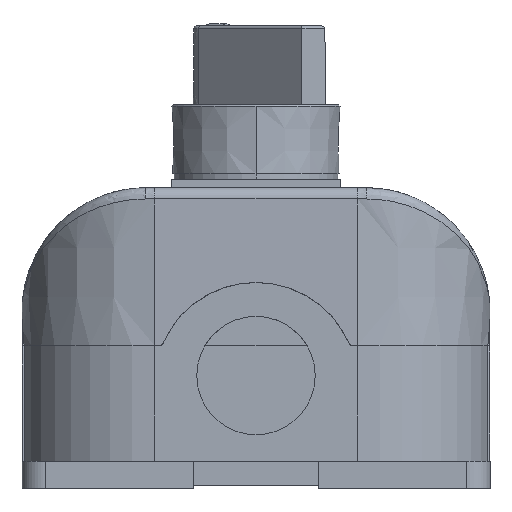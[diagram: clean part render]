
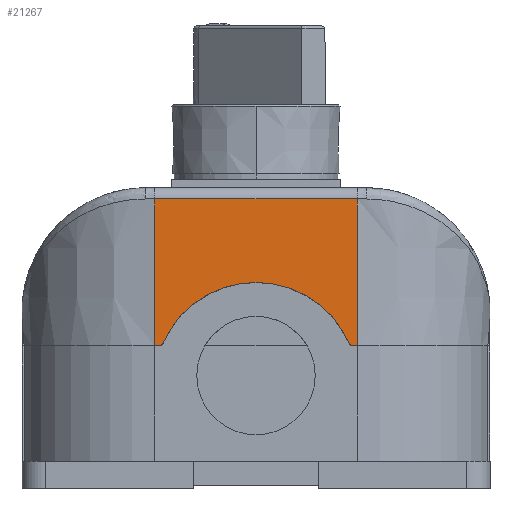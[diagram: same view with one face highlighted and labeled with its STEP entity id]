
A CAD part, front view. The second image highlights one B-rep face of the part: STEP entity #21267.
In plain terms, the highlighted planar face has unit normal (0, -1, 0.006).
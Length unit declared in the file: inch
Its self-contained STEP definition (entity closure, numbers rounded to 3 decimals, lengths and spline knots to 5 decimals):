
#955 = CARTESIAN_POINT ( 'NONE',  ( 1.34574, -2.83788, 1.43701 ) ) ;
#1095 = ORIENTED_EDGE ( 'NONE', *, *, #15436, .T. ) ;
#1418 = ORIENTED_EDGE ( 'NONE', *, *, #9625, .T. ) ;
#1950 = CARTESIAN_POINT ( 'NONE',  ( 0.96872, -2.84044, 0.99606 ) ) ;
#1982 = DIRECTION ( 'NONE',  ( 0., 0.006, 1. ) ) ;
#2095 = EDGE_CURVE ( 'NONE', #4331, #5114, #21816, .T. ) ;
#2461 = CARTESIAN_POINT ( 'NONE',  ( 1.10406, -2.83879, 1.28018 ) ) ;
#2510 = VECTOR ( 'NONE', #22545, 39.37008 ) ;
#2849 = DIRECTION ( 'NONE',  ( 0., -0.006, -1. ) ) ;
#3426 = CARTESIAN_POINT ( 'NONE',  ( 2.28104, -2.84032, 1.01706 ) ) ;
#3838 = VECTOR ( 'NONE', #18557, 39.37008 ) ;
#3879 = EDGE_CURVE ( 'NONE', #6092, #5114, #14748, .T. ) ;
#4042 = VERTEX_POINT ( 'NONE', #10865 ) ;
#4182 = CARTESIAN_POINT ( 'NONE',  ( 0.95432, -2.84044, 0.99606 ) ) ;
#4223 = VERTEX_POINT ( 'NONE', #21909 ) ;
#4331 = VERTEX_POINT ( 'NONE', #22850 ) ;
#4823 = DIRECTION ( 'NONE',  ( 1., 0., 0. ) ) ;
#5114 = VERTEX_POINT ( 'NONE', #21350 ) ;
#5191 = CARTESIAN_POINT ( 'NONE',  ( 2.28104, -2.84032, 1.01706 ) ) ;
#5375 = EDGE_LOOP ( 'NONE', ( #10739, #23565, #21207, #1095, #22911, #1418, #21178, #5791, #9063 ) ) ;
#5651 = LINE ( 'NONE', #16932, #3838 ) ;
#5791 = ORIENTED_EDGE ( 'NONE', *, *, #24299, .T. ) ;
#6092 = VERTEX_POINT ( 'NONE', #15271 ) ;
#6093 = AXIS2_PLACEMENT_3D ( 'NONE', #12232, #19831, #2849 ) ;
#7611 = CARTESIAN_POINT ( 'NONE',  ( 2.28691, -2.84039, 1.0039 ) ) ;
#7658 = VERTEX_POINT ( 'NONE', #21776 ) ;
#7912 = DIRECTION ( 'NONE',  ( 1., 0., 0. ) ) ;
#8025 = VECTOR ( 'NONE', #7912, 39.37008 ) ;
#9020 = PLANE ( 'NONE',  #6093 ) ;
#9063 = ORIENTED_EDGE ( 'NONE', *, *, #10554, .T. ) ;
#9376 = CARTESIAN_POINT ( 'NONE',  ( 0.98668, -2.84032, 1.01706 ) ) ;
#9590 = CARTESIAN_POINT ( 'NONE',  ( 2.28104, -2.84032, 1.01706 ) ) ;
#9625 = EDGE_CURVE ( 'NONE', #4223, #15469, #22413, .T. ) ;
#10554 = EDGE_CURVE ( 'NONE', #22055, #4042, #24009, .T. ) ;
#10735 = VECTOR ( 'NONE', #1982, 39.37008 ) ;
#10739 = ORIENTED_EDGE ( 'NONE', *, *, #19366, .T. ) ;
#10865 = CARTESIAN_POINT ( 'NONE',  ( 2.3134, -2.84044, 0.99606 ) ) ;
#11619 = CARTESIAN_POINT ( 'NONE',  ( 2.62524, -2.84044, 0.99606 ) ) ;
#11709 = CARTESIAN_POINT ( 'NONE',  ( 0.98081, -2.84039, 1.0039 ) ) ;
#11977 = CARTESIAN_POINT ( 'NONE',  ( 0.98668, -2.84032, 1.01706 ) ) ;
#12232 = CARTESIAN_POINT ( 'NONE',  ( 0., -2.84044, 0.99606 ) ) ;
#14356 = CARTESIAN_POINT ( 'NONE',  ( 0.81693, -2.83448, 2.02014 ) ) ;
#14607 = CARTESIAN_POINT ( 'NONE',  ( 1.92197, -2.83788, 1.43701 ) ) ;
#14725 = CARTESIAN_POINT ( 'NONE',  ( 2.16366, -2.83879, 1.28018 ) ) ;
#14748 = LINE ( 'NONE', #22462, #10735 ) ;
#14945 = LINE ( 'NONE', #20799, #2510 ) ;
#15225 = LINE ( 'NONE', #11619, #8025 ) ;
#15271 = CARTESIAN_POINT ( 'NONE',  ( 2.34252, -2.84044, 0.99606 ) ) ;
#15436 = EDGE_CURVE ( 'NONE', #4331, #19402, #5651, .T. ) ;
#15469 = VERTEX_POINT ( 'NONE', #9376 ) ;
#16606 = CARTESIAN_POINT ( 'NONE',  ( 0.98668, -2.84032, 1.01706 ) ) ;
#16869 =( BOUNDED_CURVE ( )  B_SPLINE_CURVE ( 3, ( #11977, #2461, #955, #23790 ),
 .UNSPECIFIED., .F., .F. ) 
 B_SPLINE_CURVE_WITH_KNOTS ( ( 4, 4 ),
 ( 5.132, 6.28319 ),
 .UNSPECIFIED. ) 
 CURVE ( )  GEOMETRIC_REPRESENTATION_ITEM ( )  RATIONAL_B_SPLINE_CURVE ( ( 1., 0.893, 0.893, 1. ) ) 
 REPRESENTATION_ITEM ( '' )  );
#16910 = CARTESIAN_POINT ( 'NONE',  ( 2.29899, -2.84044, 0.99606 ) ) ;
#16932 = CARTESIAN_POINT ( 'NONE',  ( 0.9252, -2.84044, 0.99606 ) ) ;
#18557 = DIRECTION ( 'NONE',  ( 0., -0.006, -1. ) ) ;
#18939 = EDGE_CURVE ( 'NONE', #15469, #7658, #16869, .T. ) ;
#19366 = EDGE_CURVE ( 'NONE', #4042, #6092, #14945, .T. ) ;
#19402 = VERTEX_POINT ( 'NONE', #24043 ) ;
#19831 = DIRECTION ( 'NONE',  ( 0., -1., 0.006 ) ) ;
#19897 = VECTOR ( 'NONE', #4823, 39.37008 ) ;
#20329 = FACE_OUTER_BOUND ( 'NONE', #5375, .T. ) ;
#20415 = CARTESIAN_POINT ( 'NONE',  ( 2.3134, -2.84044, 0.99606 ) ) ;
#20799 = CARTESIAN_POINT ( 'NONE',  ( 2.62524, -2.84044, 0.99606 ) ) ;
#21178 = ORIENTED_EDGE ( 'NONE', *, *, #18939, .T. ) ;
#21207 = ORIENTED_EDGE ( 'NONE', *, *, #2095, .F. ) ;
#21267 = ADVANCED_FACE ( 'NONE', ( #20329 ), #9020, .T. ) ;
#21350 = CARTESIAN_POINT ( 'NONE',  ( 2.34252, -2.83448, 2.02014 ) ) ;
#21776 = CARTESIAN_POINT ( 'NONE',  ( 1.63386, -2.83788, 1.43701 ) ) ;
#21816 = LINE ( 'NONE', #14356, #19897 ) ;
#21909 = CARTESIAN_POINT ( 'NONE',  ( 0.95432, -2.84044, 0.99606 ) ) ;
#22055 = VERTEX_POINT ( 'NONE', #9590 ) ;
#22413 =( BOUNDED_CURVE ( )  B_SPLINE_CURVE ( 3, ( #4182, #1950, #11709, #16606 ),
 .UNSPECIFIED., .F., .F. ) 
 B_SPLINE_CURVE_WITH_KNOTS ( ( 4, 4 ),
 ( 0., 1.15118 ),
 .UNSPECIFIED. ) 
 CURVE ( )  GEOMETRIC_REPRESENTATION_ITEM ( )  RATIONAL_B_SPLINE_CURVE ( ( 1., 0.893, 0.893, 1. ) ) 
 REPRESENTATION_ITEM ( '' )  );
#22462 = CARTESIAN_POINT ( 'NONE',  ( 2.34252, -2.84044, 0.99606 ) ) ;
#22545 = DIRECTION ( 'NONE',  ( 1., 0., 0. ) ) ;
#22850 = CARTESIAN_POINT ( 'NONE',  ( 0.9252, -2.83448, 2.02014 ) ) ;
#22911 = ORIENTED_EDGE ( 'NONE', *, *, #23181, .T. ) ;
#23066 =( BOUNDED_CURVE ( )  B_SPLINE_CURVE ( 3, ( #24059, #14607, #14725, #5191 ),
 .UNSPECIFIED., .F., .T. ) 
 B_SPLINE_CURVE_WITH_KNOTS ( ( 4, 4 ),
 ( 0., 1.15118 ),
 .UNSPECIFIED. ) 
 CURVE ( )  GEOMETRIC_REPRESENTATION_ITEM ( )  RATIONAL_B_SPLINE_CURVE ( ( 1., 0.893, 0.893, 1. ) ) 
 REPRESENTATION_ITEM ( '' )  );
#23181 = EDGE_CURVE ( 'NONE', #19402, #4223, #15225, .T. ) ;
#23565 = ORIENTED_EDGE ( 'NONE', *, *, #3879, .T. ) ;
#23790 = CARTESIAN_POINT ( 'NONE',  ( 1.63386, -2.83788, 1.43701 ) ) ;
#24009 =( BOUNDED_CURVE ( )  B_SPLINE_CURVE ( 3, ( #3426, #7611, #16910, #20415 ),
 .UNSPECIFIED., .F., .T. ) 
 B_SPLINE_CURVE_WITH_KNOTS ( ( 4, 4 ),
 ( 1.99041, 3.14159 ),
 .UNSPECIFIED. ) 
 CURVE ( )  GEOMETRIC_REPRESENTATION_ITEM ( )  RATIONAL_B_SPLINE_CURVE ( ( 1., 0.893, 0.893, 1. ) ) 
 REPRESENTATION_ITEM ( '' )  );
#24043 = CARTESIAN_POINT ( 'NONE',  ( 0.9252, -2.84044, 0.99606 ) ) ;
#24059 = CARTESIAN_POINT ( 'NONE',  ( 1.63386, -2.83788, 1.43701 ) ) ;
#24299 = EDGE_CURVE ( 'NONE', #7658, #22055, #23066, .T. ) ;
